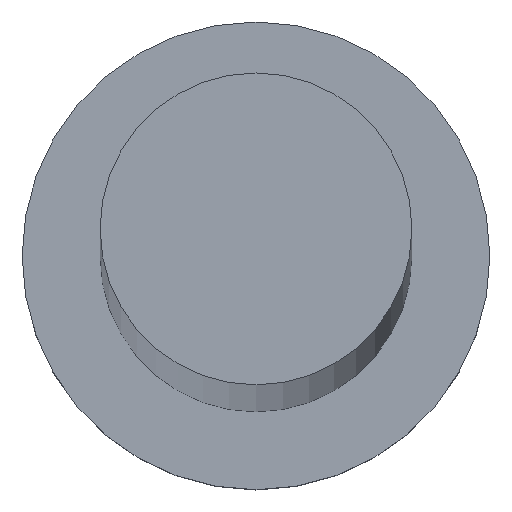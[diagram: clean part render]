
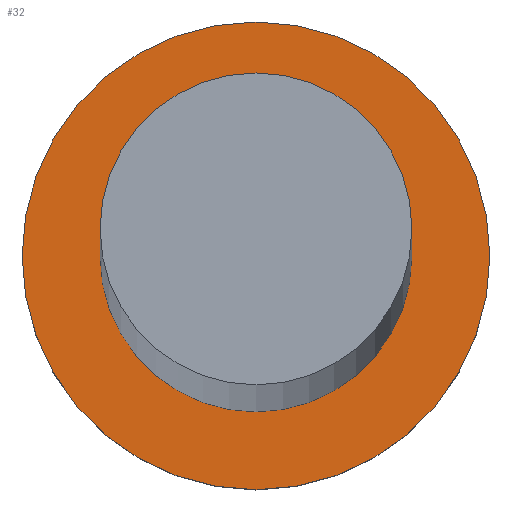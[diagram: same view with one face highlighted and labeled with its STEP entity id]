
A CAD part, top view. The second image highlights one B-rep face of the part: STEP entity #32.
In plain terms, the highlighted planar face has unit normal (0, 0, 1).
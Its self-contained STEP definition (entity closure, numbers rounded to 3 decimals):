
#4 = DIRECTION ( 'NONE',  ( 1., 0., 0. ) ) ;
#24 = VERTEX_POINT ( 'NONE', #184 ) ;
#29 = ORIENTED_EDGE ( 'NONE', *, *, #179, .F. ) ;
#32 = ADVANCED_FACE ( 'NONE', ( #248, #74 ), #154, .T. ) ;
#33 = VERTEX_POINT ( 'NONE', #134 ) ;
#40 = DIRECTION ( 'NONE',  ( 0., 0., 1. ) ) ;
#46 = EDGE_LOOP ( 'NONE', ( #165, #29 ) ) ;
#48 = DIRECTION ( 'NONE',  ( 1., 0., 0. ) ) ;
#51 = CARTESIAN_POINT ( 'NONE',  ( 0., 0., 7. ) ) ;
#53 = DIRECTION ( 'NONE',  ( 1., 0., 0. ) ) ;
#61 = EDGE_CURVE ( 'NONE', #24, #163, #213, .T. ) ;
#62 = CIRCLE ( 'NONE', #138, 8. ) ;
#74 = FACE_OUTER_BOUND ( 'NONE', #122, .T. ) ;
#80 = AXIS2_PLACEMENT_3D ( 'NONE', #51, #228, #53 ) ;
#83 = AXIS2_PLACEMENT_3D ( 'NONE', #92, #40, #141 ) ;
#92 = CARTESIAN_POINT ( 'NONE',  ( 0., 0., 7. ) ) ;
#105 = CARTESIAN_POINT ( 'NONE',  ( -12., 0., 7. ) ) ;
#122 = EDGE_LOOP ( 'NONE', ( #202, #189 ) ) ;
#123 = EDGE_CURVE ( 'NONE', #33, #128, #176, .T. ) ;
#127 = DIRECTION ( 'NONE',  ( 1., 0., 0. ) ) ;
#128 = VERTEX_POINT ( 'NONE', #130 ) ;
#130 = CARTESIAN_POINT ( 'NONE',  ( 8., 0., 7. ) ) ;
#134 = CARTESIAN_POINT ( 'NONE',  ( -8., 0., 7. ) ) ;
#138 = AXIS2_PLACEMENT_3D ( 'NONE', #164, #241, #4 ) ;
#141 = DIRECTION ( 'NONE',  ( 1., 0., 0. ) ) ;
#153 = EDGE_CURVE ( 'NONE', #163, #24, #195, .T. ) ;
#154 = PLANE ( 'NONE',  #80 ) ;
#160 = AXIS2_PLACEMENT_3D ( 'NONE', #221, #205, #127 ) ;
#163 = VERTEX_POINT ( 'NONE', #105 ) ;
#164 = CARTESIAN_POINT ( 'NONE',  ( 0., 0., 7. ) ) ;
#165 = ORIENTED_EDGE ( 'NONE', *, *, #123, .F. ) ;
#176 = CIRCLE ( 'NONE', #220, 8. ) ;
#179 = EDGE_CURVE ( 'NONE', #128, #33, #62, .T. ) ;
#184 = CARTESIAN_POINT ( 'NONE',  ( 12., 0., 7. ) ) ;
#189 = ORIENTED_EDGE ( 'NONE', *, *, #61, .T. ) ;
#195 = CIRCLE ( 'NONE', #160, 12. ) ;
#202 = ORIENTED_EDGE ( 'NONE', *, *, #153, .T. ) ;
#205 = DIRECTION ( 'NONE',  ( 0., 0., 1. ) ) ;
#213 = CIRCLE ( 'NONE', #83, 12. ) ;
#220 = AXIS2_PLACEMENT_3D ( 'NONE', #222, #243, #48 ) ;
#221 = CARTESIAN_POINT ( 'NONE',  ( 0., 0., 7. ) ) ;
#222 = CARTESIAN_POINT ( 'NONE',  ( 0., 0., 7. ) ) ;
#228 = DIRECTION ( 'NONE',  ( 0., 0., 1. ) ) ;
#241 = DIRECTION ( 'NONE',  ( 0., 0., 1. ) ) ;
#243 = DIRECTION ( 'NONE',  ( 0., 0., 1. ) ) ;
#248 = FACE_BOUND ( 'NONE', #46, .T. ) ;
